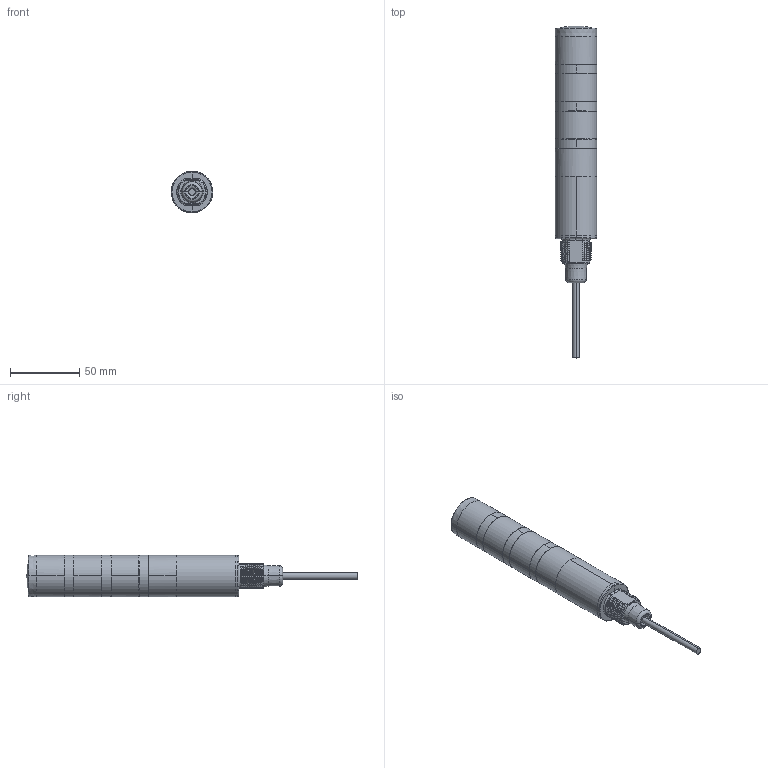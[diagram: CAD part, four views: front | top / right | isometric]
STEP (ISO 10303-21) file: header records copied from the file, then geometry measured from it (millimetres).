
FILE_DESCRIPTION((''),'2;1');
FILE_NAME('204600_ASM','2018-05-09T',('pdmadmin'),('BANNER ENGINEERING'),'CREO PARAMETRIC BY PTC INC, 2016260','CREO PARAMETRIC BY PTC INC, 2016260','');
FILE_SCHEMA(('CONFIG_CONTROL_DESIGN'));
Length unit declared in the file: millimetre
Products named in the file (9): 201226; 201224; 202000; 203806; CABLE_190; SOMMS_TL30_BASE_CABLE_ASM; 201227; 202221; 204600_ASM
Assembly tree (13 placements, depth 3):
  204600_ASM
    201226
    201224
    SOMMS_TL30_BASE_CABLE_ASM
      202000
      203806
      CABLE_190
    201227
    202221  x6
Bounding box: 30 x 239.9 x 30 mm (x, y, z)
Volume: 48614.4 mm3; surface area: 43879 mm2
Topology: 12 solids, 12 shells, 1399 faces, 3461 edges, 2089 vertices
Faces by surface type: bspline 588, plane 319, cone 189, cylinder 162, torus 99, sphere 42
Entity records: 70184 total; most frequent: CARTESIAN_POINT 49370, ORIENTED_EDGE 5034, DIRECTION 3301, EDGE_CURVE 2517, VERTEX_POINT 1504, AXIS2_PLACEMENT_3D 1397, B_SPLINE_CURVE_WITH_KNOTS 1194, EDGE_LOOP 1063
